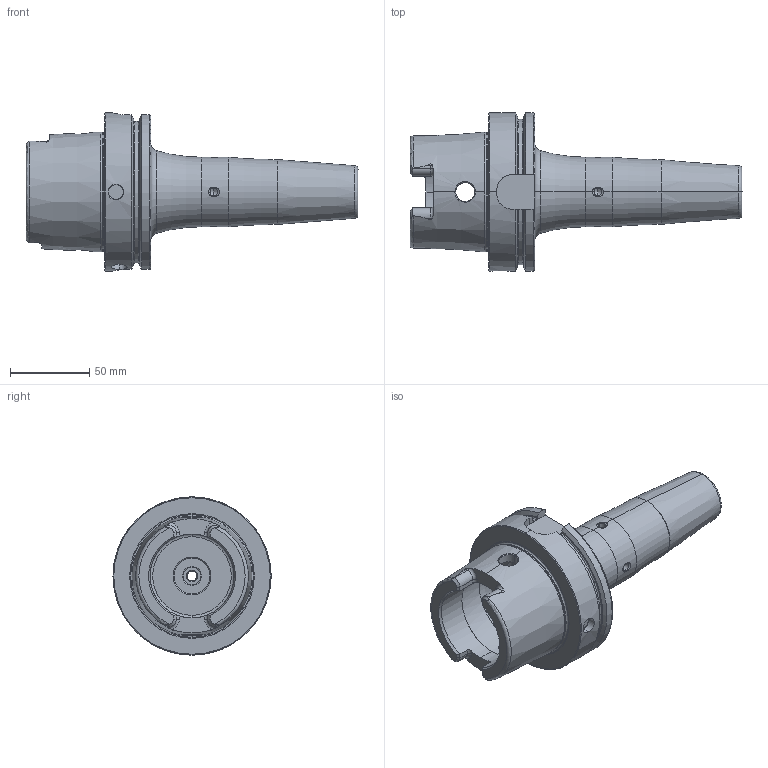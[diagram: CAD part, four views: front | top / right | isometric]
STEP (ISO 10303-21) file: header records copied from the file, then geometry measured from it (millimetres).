
FILE_DESCRIPTION (( 'STEP AP203' ), '1' );
FILE_NAME ('HA0.S20.K21.160.STEP', '2018-08-27T06:40:23', ( 'SWIAdmin' ), ( 'Hewlett-Packard Company' ), 'SwSTEP 2.0', 'SolidWorks 2017', '' );
FILE_SCHEMA (( 'CONFIG_CONTROL_DESIGN' ));
Length unit declared in the file: millimetre
Products named in the file (4): HA0-S20.K21.160_C_Fertigbearbeitung; ERU-AN5.K01.020_A; ERU-CJ2.001.006; HA0.S20.K21.160
Assembly tree (4 placements, depth 2):
  HA0.S20.K21.160
    HA0-S20.K21.160_C_Fertigbearbeitung
    ERU-AN5.K01.020_A
    ERU-CJ2.001.006  x2
Bounding box: 209.98 x 100 x 100 mm (x, y, z)
Volume: 408997 mm3; surface area: 74419.5 mm2
Topology: 4 solids, 4 shells, 307 faces, 768 edges, 462 vertices
Faces by surface type: plane 95, cylinder 89, cone 74, torus 45, bspline 4
Entity records: 10918 total; most frequent: CARTESIAN_POINT 3690, ORIENTED_EDGE 1448, DIRECTION 1414, EDGE_CURVE 724, AXIS2_PLACEMENT_3D 564, VERTEX_POINT 442, EDGE_LOOP 308, FACE_OUTER_BOUND 292
